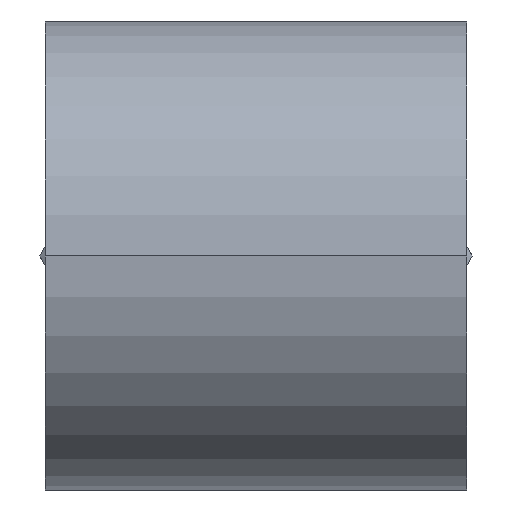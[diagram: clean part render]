
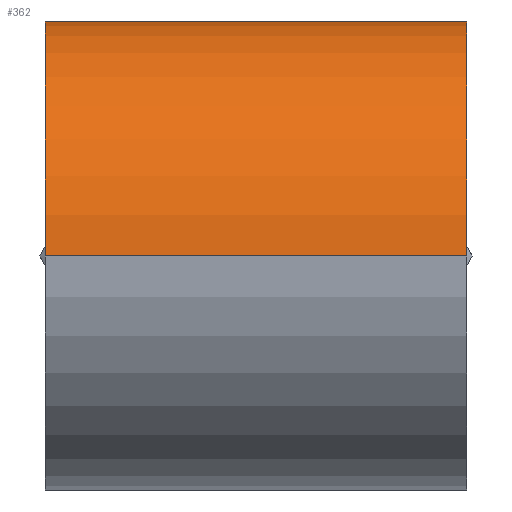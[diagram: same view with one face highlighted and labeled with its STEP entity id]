
A CAD part, left-side view. The second image highlights one B-rep face of the part: STEP entity #362.
In plain terms, the highlighted cylindrical face has radius 5 mm (diameter 10 mm), a partial arc.
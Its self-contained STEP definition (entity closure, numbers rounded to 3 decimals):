
#34 = VECTOR ( 'NONE', #1636, 1000. ) ;
#54 = AXIS2_PLACEMENT_3D ( 'NONE', #1640, #1641, #1642 ) ;
#57 = VECTOR ( 'NONE', #1644, 1000. ) ;
#64 = AXIS2_PLACEMENT_3D ( 'NONE', #1637, #1638, #1639 ) ;
#66 = VECTOR ( 'NONE', #1652, 1000. ) ;
#174 = CIRCLE ( 'NONE', #54, 5. ) ;
#175 = CIRCLE ( 'NONE', #64, 5. ) ;
#264 = EDGE_CURVE ( 'NONE', #603, #1940, #1900, .T. ) ;
#277 = EDGE_CURVE ( 'NONE', #1956, #1962, #940, .T. ) ;
#278 = EDGE_CURVE ( 'NONE', #1956, #1961, #175, .T. ) ;
#279 = EDGE_CURVE ( 'NONE', #1920, #1962, #174, .T. ) ;
#280 = EDGE_CURVE ( 'NONE', #603, #1920, #941, .T. ) ;
#281 = EDGE_CURVE ( 'NONE', #1940, #1964, #1332, .T. ) ;
#282 = EDGE_CURVE ( 'NONE', #1961, #1964, #942, .T. ) ;
#362 = ADVANCED_FACE ( 'NONE', ( #996 ), #997, .T. ) ;
#385 = AXIS2_PLACEMENT_3D ( 'NONE', #1213, #1214, #1215 ) ;
#449 = EDGE_LOOP ( 'NONE', ( #521, #519, #518, #526, #523, #524, #546 ) ) ;
#518 = ORIENTED_EDGE ( 'NONE', *, *, #279, .F. ) ;
#519 = ORIENTED_EDGE ( 'NONE', *, *, #277, .T. ) ;
#521 = ORIENTED_EDGE ( 'NONE', *, *, #278, .F. ) ;
#523 = ORIENTED_EDGE ( 'NONE', *, *, #264, .T. ) ;
#524 = ORIENTED_EDGE ( 'NONE', *, *, #281, .T. ) ;
#526 = ORIENTED_EDGE ( 'NONE', *, *, #280, .F. ) ;
#546 = ORIENTED_EDGE ( 'NONE', *, *, #282, .F. ) ;
#603 = VERTEX_POINT ( 'NONE', #1247 ) ;
#940 = LINE ( 'NONE', #1635, #34 ) ;
#941 = LINE ( 'NONE', #1643, #57 ) ;
#942 = LINE ( 'NONE', #1651, #66 ) ;
#996 = FACE_OUTER_BOUND ( 'NONE', #449, .T. ) ;
#997 = CYLINDRICAL_SURFACE ( 'NONE', #385, 5. ) ;
#1213 = CARTESIAN_POINT ( 'NONE',  ( 0., -7., 0. ) ) ;
#1214 = DIRECTION ( 'NONE',  ( 0., -1., 0. ) ) ;
#1215 = DIRECTION ( 'NONE',  ( 1., 0., 0. ) ) ;
#1247 = CARTESIAN_POINT ( 'NONE',  ( 5., -2.8, 0. ) ) ;
#1277 = CARTESIAN_POINT ( 'NONE',  ( 5., -4.5, 0. ) ) ;
#1288 = CARTESIAN_POINT ( 'NONE',  ( 4.992, 2.783, 0.288 ) ) ;
#1300 = CARTESIAN_POINT ( 'NONE',  ( -5., 4.5, 0. ) ) ;
#1302 = CARTESIAN_POINT ( 'NONE',  ( 5., 4.5, 0. ) ) ;
#1303 = CARTESIAN_POINT ( 'NONE',  ( -5., -4.5, 0. ) ) ;
#1305 = CARTESIAN_POINT ( 'NONE',  ( 5., 2.8, 0. ) ) ;
#1332 = B_SPLINE_CURVE_WITH_KNOTS ( 'NONE', 3,
 ( #1645, #1646, #1647, #1648, #1649, #1650 ),
 .UNSPECIFIED., .F., .F.,
 ( 4, 2, 4 ),
 ( 0.017, 0.017, 0.017 ),
 .UNSPECIFIED. ) ;
#1556 = CARTESIAN_POINT ( 'NONE',  ( 5., -2.8, 0. ) ) ;
#1557 = CARTESIAN_POINT ( 'NONE',  ( 5., -2.8, 0.177 ) ) ;
#1558 = CARTESIAN_POINT ( 'NONE',  ( 4.99, -2.781, 0.354 ) ) ;
#1559 = CARTESIAN_POINT ( 'NONE',  ( 4.954, -2.708, 0.695 ) ) ;
#1560 = CARTESIAN_POINT ( 'NONE',  ( 4.928, -2.654, 0.859 ) ) ;
#1561 = CARTESIAN_POINT ( 'NONE',  ( 4.83, -2.444, 1.334 ) ) ;
#1562 = CARTESIAN_POINT ( 'NONE',  ( 4.739, -2.244, 1.614 ) ) ;
#1563 = CARTESIAN_POINT ( 'NONE',  ( 4.598, -1.877, 1.967 ) ) ;
#1564 = CARTESIAN_POINT ( 'NONE',  ( 4.552, -1.745, 2.072 ) ) ;
#1565 = CARTESIAN_POINT ( 'NONE',  ( 4.462, -1.463, 2.258 ) ) ;
#1566 = CARTESIAN_POINT ( 'NONE',  ( 4.419, -1.31, 2.34 ) ) ;
#1567 = CARTESIAN_POINT ( 'NONE',  ( 4.346, -0.995, 2.474 ) ) ;
#1568 = CARTESIAN_POINT ( 'NONE',  ( 4.314, -0.832, 2.527 ) ) ;
#1569 = CARTESIAN_POINT ( 'NONE',  ( 4.268, -0.495, 2.605 ) ) ;
#1570 = CARTESIAN_POINT ( 'NONE',  ( 4.253, -0.319, 2.63 ) ) ;
#1571 = CARTESIAN_POINT ( 'NONE',  ( 4.242, 0.031, 2.647 ) ) ;
#1572 = CARTESIAN_POINT ( 'NONE',  ( 4.247, 0.205, 2.64 ) ) ;
#1573 = CARTESIAN_POINT ( 'NONE',  ( 4.274, 0.553, 2.595 ) ) ;
#1574 = CARTESIAN_POINT ( 'NONE',  ( 4.297, 0.725, 2.557 ) ) ;
#1575 = CARTESIAN_POINT ( 'NONE',  ( 4.358, 1.054, 2.453 ) ) ;
#1576 = CARTESIAN_POINT ( 'NONE',  ( 4.395, 1.215, 2.386 ) ) ;
#1577 = CARTESIAN_POINT ( 'NONE',  ( 4.478, 1.517, 2.226 ) ) ;
#1578 = CARTESIAN_POINT ( 'NONE',  ( 4.523, 1.659, 2.134 ) ) ;
#1579 = CARTESIAN_POINT ( 'NONE',  ( 4.616, 1.926, 1.925 ) ) ;
#1580 = CARTESIAN_POINT ( 'NONE',  ( 4.664, 2.05, 1.807 ) ) ;
#1581 = CARTESIAN_POINT ( 'NONE',  ( 4.755, 2.272, 1.552 ) ) ;
#1582 = CARTESIAN_POINT ( 'NONE',  ( 4.798, 2.371, 1.415 ) ) ;
#1583 = CARTESIAN_POINT ( 'NONE',  ( 4.876, 2.543, 1.118 ) ) ;
#1584 = CARTESIAN_POINT ( 'NONE',  ( 4.91, 2.615, 0.959 ) ) ;
#1585 = CARTESIAN_POINT ( 'NONE',  ( 4.963, 2.724, 0.633 ) ) ;
#1586 = CARTESIAN_POINT ( 'NONE',  ( 4.982, 2.763, 0.464 ) ) ;
#1587 = CARTESIAN_POINT ( 'NONE',  ( 4.992, 2.783, 0.288 ) ) ;
#1635 = CARTESIAN_POINT ( 'NONE',  ( -5., -7., 0. ) ) ;
#1636 = DIRECTION ( 'NONE',  ( 0., -1., 0. ) ) ;
#1637 = CARTESIAN_POINT ( 'NONE',  ( 0., 4.5, 0. ) ) ;
#1638 = DIRECTION ( 'NONE',  ( 0., 1., 0. ) ) ;
#1639 = DIRECTION ( 'NONE',  ( 0., 0., -1. ) ) ;
#1640 = CARTESIAN_POINT ( 'NONE',  ( 0., -4.5, 0. ) ) ;
#1641 = DIRECTION ( 'NONE',  ( 0., -1., 0. ) ) ;
#1642 = DIRECTION ( 'NONE',  ( 0., 0., 1. ) ) ;
#1643 = CARTESIAN_POINT ( 'NONE',  ( 5., -7., 0. ) ) ;
#1644 = DIRECTION ( 'NONE',  ( 0., -1., 0. ) ) ;
#1645 = CARTESIAN_POINT ( 'NONE',  ( 4.992, 2.783, 0.288 ) ) ;
#1646 = CARTESIAN_POINT ( 'NONE',  ( 4.994, 2.789, 0.24 ) ) ;
#1647 = CARTESIAN_POINT ( 'NONE',  ( 4.997, 2.793, 0.192 ) ) ;
#1648 = CARTESIAN_POINT ( 'NONE',  ( 4.999, 2.799, 0.096 ) ) ;
#1649 = CARTESIAN_POINT ( 'NONE',  ( 5., 2.8, 0.048 ) ) ;
#1650 = CARTESIAN_POINT ( 'NONE',  ( 5., 2.8, 0. ) ) ;
#1651 = CARTESIAN_POINT ( 'NONE',  ( 5., -7., 0. ) ) ;
#1652 = DIRECTION ( 'NONE',  ( 0., -1., 0. ) ) ;
#1900 = B_SPLINE_CURVE_WITH_KNOTS ( 'NONE', 3,
 ( #1556, #1557, #1558, #1559, #1560, #1561, #1562, #1563, #1564, #1565, #1566, #1567, #1568, #1569, #1570, #1571, #1572, #1573, #1574, #1575, #1576, #1577, #1578, #1579, #1580, #1581, #1582, #1583, #1584, #1585, #1586, #1587 ),
 .UNSPECIFIED., .F., .F.,
 ( 4, 2, 2, 2, 2, 2, 2, 2, 2, 2, 2, 2, 2, 2, 2, 4 ),
 ( 0.009, 0.009, 0.01, 0.011, 0.011, 0.012, 0.012, 0.013, 0.013, 0.014, 0.015, 0.015, 0.016, 0.016, 0.017, 0.017 ),
 .UNSPECIFIED. ) ;
#1920 = VERTEX_POINT ( 'NONE', #1277 ) ;
#1940 = VERTEX_POINT ( 'NONE', #1288 ) ;
#1956 = VERTEX_POINT ( 'NONE', #1300 ) ;
#1961 = VERTEX_POINT ( 'NONE', #1302 ) ;
#1962 = VERTEX_POINT ( 'NONE', #1303 ) ;
#1964 = VERTEX_POINT ( 'NONE', #1305 ) ;
